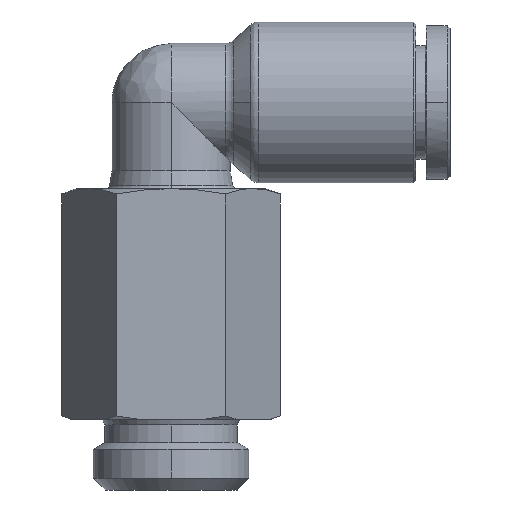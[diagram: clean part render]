
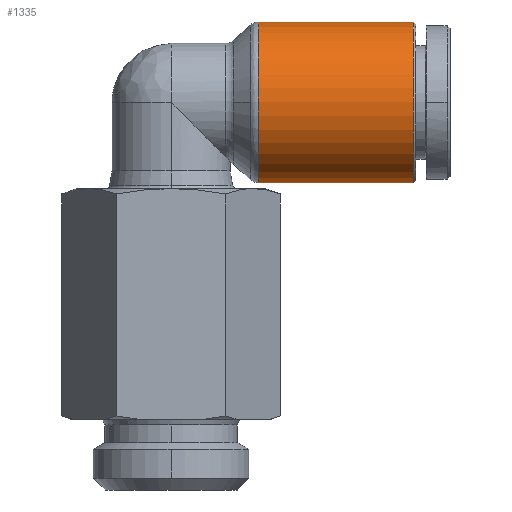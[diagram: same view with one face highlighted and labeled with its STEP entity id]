
A CAD part, front view. The second image highlights one B-rep face of the part: STEP entity #1335.
In plain terms, the highlighted cylindrical face has radius 6.8 mm (diameter 13.6 mm), a partial arc.
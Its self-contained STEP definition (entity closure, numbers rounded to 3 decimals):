
#116 = DIRECTION ( 'NONE',  ( 1., 0., 0. ) ) ;
#228 = EDGE_CURVE ( 'NONE', #10262, #6450, #13470, .T. ) ;
#625 = EDGE_CURVE ( 'NONE', #10262, #13466, #13638, .T. ) ;
#858 = CARTESIAN_POINT ( 'NONE',  ( -0.089, 0., 0. ) ) ;
#1335 = ADVANCED_FACE ( 'NONE', ( #2232 ), #3928, .T. ) ;
#2232 = FACE_OUTER_BOUND ( 'NONE', #10769, .T. ) ;
#2357 = ORIENTED_EDGE ( 'NONE', *, *, #6043, .T. ) ;
#3488 = ORIENTED_EDGE ( 'NONE', *, *, #13784, .T. ) ;
#3928 = CYLINDRICAL_SURFACE ( 'NONE', #10433, 6.8 ) ;
#4106 = DIRECTION ( 'NONE',  ( 1., 0., 0. ) ) ;
#4347 = LINE ( 'NONE', #5075, #12776 ) ;
#5047 = VERTEX_POINT ( 'NONE', #13998 ) ;
#5075 = CARTESIAN_POINT ( 'NONE',  ( 4.528, 0., -6.8 ) ) ;
#5789 = DIRECTION ( 'NONE',  ( 1., 0., 0. ) ) ;
#5797 = CARTESIAN_POINT ( 'NONE',  ( 4.528, 0., 0. ) ) ;
#5902 = CARTESIAN_POINT ( 'NONE',  ( -0.089, 0., 6.8 ) ) ;
#5952 = DIRECTION ( 'NONE',  ( 1., 0., 0. ) ) ;
#6043 = EDGE_CURVE ( 'NONE', #13466, #5047, #4347, .T. ) ;
#6099 = ORIENTED_EDGE ( 'NONE', *, *, #625, .T. ) ;
#6346 = DIRECTION ( 'NONE',  ( -1., 0., 0. ) ) ;
#6450 = VERTEX_POINT ( 'NONE', #6903 ) ;
#6724 = CIRCLE ( 'NONE', #8237, 6.8 ) ;
#6903 = CARTESIAN_POINT ( 'NONE',  ( 13.028, 0., 6.8 ) ) ;
#8237 = AXIS2_PLACEMENT_3D ( 'NONE', #15853, #6346, #9885 ) ;
#9885 = DIRECTION ( 'NONE',  ( 0., 0., -1. ) ) ;
#10262 = VERTEX_POINT ( 'NONE', #5902 ) ;
#10433 = AXIS2_PLACEMENT_3D ( 'NONE', #5797, #5952, #10807 ) ;
#10543 = ORIENTED_EDGE ( 'NONE', *, *, #228, .F. ) ;
#10733 = DIRECTION ( 'NONE',  ( 0., 0., -1. ) ) ;
#10769 = EDGE_LOOP ( 'NONE', ( #10543, #6099, #2357, #3488 ) ) ;
#10807 = DIRECTION ( 'NONE',  ( 0., 0., -1. ) ) ;
#11942 = VECTOR ( 'NONE', #116, 1000. ) ;
#12468 = CARTESIAN_POINT ( 'NONE',  ( 4.528, 0., 6.8 ) ) ;
#12776 = VECTOR ( 'NONE', #4106, 1000. ) ;
#13466 = VERTEX_POINT ( 'NONE', #15244 ) ;
#13470 = LINE ( 'NONE', #12468, #11942 ) ;
#13638 = CIRCLE ( 'NONE', #13994, 6.8 ) ;
#13784 = EDGE_CURVE ( 'NONE', #5047, #6450, #6724, .T. ) ;
#13994 = AXIS2_PLACEMENT_3D ( 'NONE', #858, #5789, #10733 ) ;
#13998 = CARTESIAN_POINT ( 'NONE',  ( 13.028, 0., -6.8 ) ) ;
#15244 = CARTESIAN_POINT ( 'NONE',  ( -0.089, 0., -6.8 ) ) ;
#15853 = CARTESIAN_POINT ( 'NONE',  ( 13.028, 0., 0. ) ) ;
